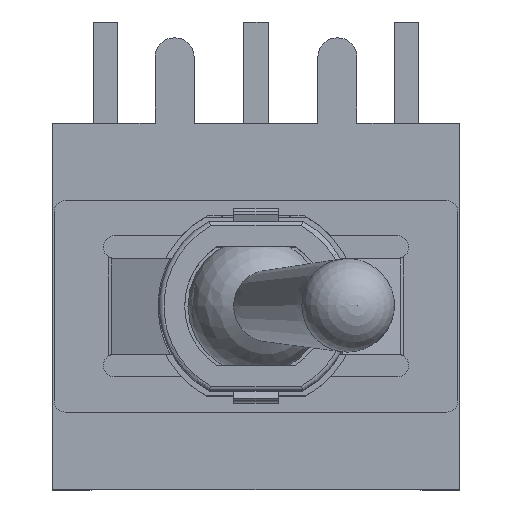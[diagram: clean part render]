
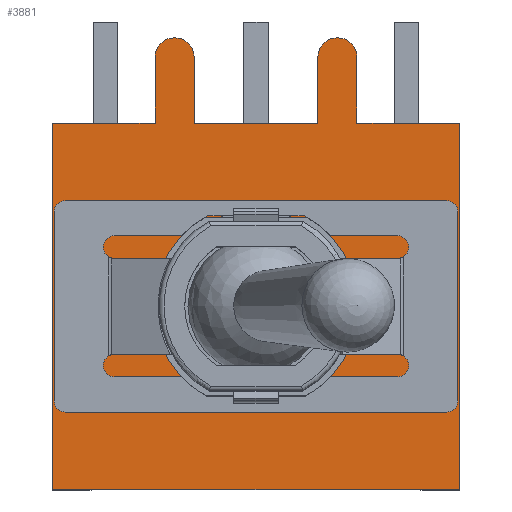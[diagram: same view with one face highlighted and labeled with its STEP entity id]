
A CAD part, top view. The second image highlights one B-rep face of the part: STEP entity #3881.
In plain terms, the highlighted planar face has unit normal (0, 0, 1).
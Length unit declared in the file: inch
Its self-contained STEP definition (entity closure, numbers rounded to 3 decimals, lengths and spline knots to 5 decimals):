
#81=FACE_BOUND('',#483,.T.);
#258=FACE_OUTER_BOUND('',#482,.T.);
#482=EDGE_LOOP('',(#3082,#3083,#3084,#3085,#3086,#3087,#3088,#3089,#3090,
#3091,#3092,#3093));
#483=EDGE_LOOP('',(#3094));
#772=LINE('',#6221,#1190);
#776=LINE('',#6229,#1194);
#779=LINE('',#6235,#1197);
#783=LINE('',#6247,#1201);
#786=LINE('',#6253,#1204);
#789=LINE('',#6259,#1207);
#793=LINE('',#6271,#1211);
#796=LINE('',#6277,#1214);
#799=LINE('',#6283,#1217);
#802=LINE('',#6288,#1220);
#1190=VECTOR('',#4876,0.3937);
#1194=VECTOR('',#4882,0.3937);
#1197=VECTOR('',#4887,0.3937);
#1201=VECTOR('',#4899,0.3937);
#1204=VECTOR('',#4904,0.3937);
#1207=VECTOR('',#4909,0.3937);
#1211=VECTOR('',#4921,0.3937);
#1214=VECTOR('',#4926,0.3937);
#1217=VECTOR('',#4931,0.3937);
#1220=VECTOR('',#4936,0.3937);
#1489=CIRCLE('',#4181,0.11811);
#1490=CIRCLE('',#4186,0.02402);
#1492=CIRCLE('',#4192,0.02402);
#1725=VERTEX_POINT('',#6215);
#1726=VERTEX_POINT('',#6219);
#1727=VERTEX_POINT('',#6220);
#1730=VERTEX_POINT('',#6228);
#1732=VERTEX_POINT('',#6234);
#1734=VERTEX_POINT('',#6240);
#1736=VERTEX_POINT('',#6246);
#1738=VERTEX_POINT('',#6252);
#1740=VERTEX_POINT('',#6258);
#1742=VERTEX_POINT('',#6264);
#1744=VERTEX_POINT('',#6270);
#1746=VERTEX_POINT('',#6276);
#1748=VERTEX_POINT('',#6282);
#2187=EDGE_CURVE('',#1725,#1725,#1489,.T.);
#2188=EDGE_CURVE('',#1726,#1727,#772,.T.);
#2192=EDGE_CURVE('',#1727,#1730,#776,.T.);
#2195=EDGE_CURVE('',#1730,#1732,#779,.T.);
#2198=EDGE_CURVE('',#1732,#1734,#1490,.T.);
#2201=EDGE_CURVE('',#1734,#1736,#783,.T.);
#2204=EDGE_CURVE('',#1736,#1738,#786,.T.);
#2207=EDGE_CURVE('',#1738,#1740,#789,.T.);
#2210=EDGE_CURVE('',#1740,#1742,#1492,.T.);
#2213=EDGE_CURVE('',#1742,#1744,#793,.T.);
#2216=EDGE_CURVE('',#1744,#1746,#796,.T.);
#2219=EDGE_CURVE('',#1746,#1748,#799,.T.);
#2222=EDGE_CURVE('',#1748,#1726,#802,.T.);
#3082=ORIENTED_EDGE('',*,*,#2188,.F.);
#3083=ORIENTED_EDGE('',*,*,#2222,.F.);
#3084=ORIENTED_EDGE('',*,*,#2219,.F.);
#3085=ORIENTED_EDGE('',*,*,#2216,.F.);
#3086=ORIENTED_EDGE('',*,*,#2213,.F.);
#3087=ORIENTED_EDGE('',*,*,#2210,.F.);
#3088=ORIENTED_EDGE('',*,*,#2207,.F.);
#3089=ORIENTED_EDGE('',*,*,#2204,.F.);
#3090=ORIENTED_EDGE('',*,*,#2201,.F.);
#3091=ORIENTED_EDGE('',*,*,#2198,.F.);
#3092=ORIENTED_EDGE('',*,*,#2195,.F.);
#3093=ORIENTED_EDGE('',*,*,#2192,.F.);
#3094=ORIENTED_EDGE('',*,*,#2187,.T.);
#3694=PLANE('',#4198);
#3881=ADVANCED_FACE('',(#258,#81),#3694,.T.);
#4181=AXIS2_PLACEMENT_3D('',#6217,#4872,#4873);
#4186=AXIS2_PLACEMENT_3D('',#6241,#4892,#4893);
#4192=AXIS2_PLACEMENT_3D('',#6265,#4914,#4915);
#4198=AXIS2_PLACEMENT_3D('',#6290,#4938,#4939);
#4872=DIRECTION('center_axis',(0.,0.,
-1.));
#4873=DIRECTION('ref_axis',(1.,0.,0.));
#4876=DIRECTION('',(0.,1.,0.));
#4882=DIRECTION('',(1.,0.,0.));
#4887=DIRECTION('',(0.,1.,0.));
#4892=DIRECTION('center_axis',(0.,0.,
-1.));
#4893=DIRECTION('ref_axis',(-1.,0.,0.));
#4899=DIRECTION('',(0.,-1.,0.));
#4904=DIRECTION('',(1.,0.,0.));
#4909=DIRECTION('',(0.,1.,0.));
#4914=DIRECTION('center_axis',(0.,0.,
-1.));
#4915=DIRECTION('ref_axis',(-1.,0.,0.));
#4921=DIRECTION('',(0.,-1.,0.));
#4926=DIRECTION('',(1.,0.,0.));
#4931=DIRECTION('',(0.,-1.,0.));
#4936=DIRECTION('',(-1.,0.,0.));
#4938=DIRECTION('center_axis',(0.,0.,
1.));
#4939=DIRECTION('ref_axis',(-1.,0.,0.));
#6215=CARTESIAN_POINT('',(-0.11811,0.,0.42598));
#6217=CARTESIAN_POINT('Origin',(0.,0.,
0.42598));
#6219=CARTESIAN_POINT('',(-0.25,-0.225,0.42598));
#6220=CARTESIAN_POINT('',(-0.25,0.225,0.42598));
#6221=CARTESIAN_POINT('',(-0.25,-0.225,0.42598));
#6228=CARTESIAN_POINT('',(-0.12402,0.225,0.42598));
#6229=CARTESIAN_POINT('',(-0.25,0.225,0.42598));
#6234=CARTESIAN_POINT('',(-0.12402,0.30591,0.42598));
#6235=CARTESIAN_POINT('',(-0.12402,0.225,0.42598));
#6240=CARTESIAN_POINT('',(-0.07598,0.30591,0.42598));
#6241=CARTESIAN_POINT('Origin',(-0.1,0.30591,0.42598));
#6246=CARTESIAN_POINT('',(-0.07598,0.225,0.42598));
#6247=CARTESIAN_POINT('',(-0.07598,0.30591,0.42598));
#6252=CARTESIAN_POINT('',(0.07598,0.225,0.42598));
#6253=CARTESIAN_POINT('',(-0.07598,0.225,0.42598));
#6258=CARTESIAN_POINT('',(0.07598,0.30591,0.42598));
#6259=CARTESIAN_POINT('',(0.07598,0.225,0.42598));
#6264=CARTESIAN_POINT('',(0.12402,0.30591,0.42598));
#6265=CARTESIAN_POINT('Origin',(0.1,0.30591,0.42598));
#6270=CARTESIAN_POINT('',(0.12402,0.225,0.42598));
#6271=CARTESIAN_POINT('',(0.12402,0.30591,0.42598));
#6276=CARTESIAN_POINT('',(0.25,0.225,0.42598));
#6277=CARTESIAN_POINT('',(0.12402,0.225,0.42598));
#6282=CARTESIAN_POINT('',(0.25,-0.225,0.42598));
#6283=CARTESIAN_POINT('',(0.25,0.225,0.42598));
#6288=CARTESIAN_POINT('',(0.25,-0.225,0.42598));
#6290=CARTESIAN_POINT('Origin',(0.,0.04939,
0.42598));
